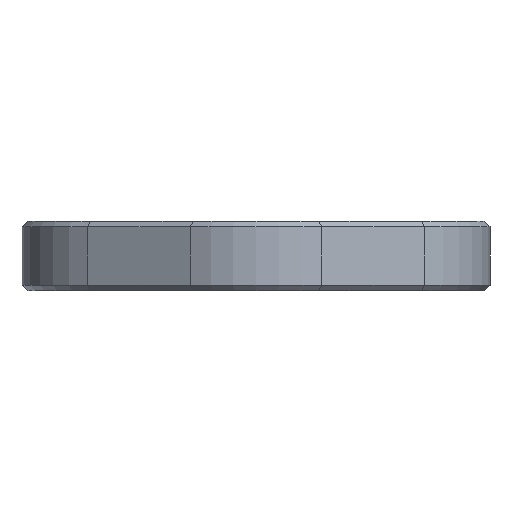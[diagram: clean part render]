
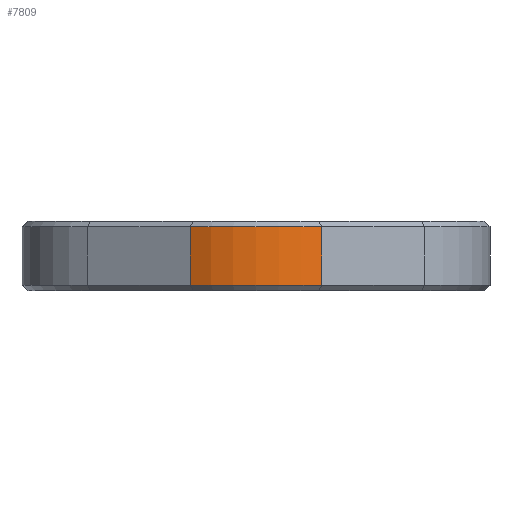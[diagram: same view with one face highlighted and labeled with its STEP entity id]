
A CAD part, front view. The second image highlights one B-rep face of the part: STEP entity #7809.
In plain terms, the highlighted cylindrical face has radius 11.5 mm (diameter 23 mm), a partial arc.
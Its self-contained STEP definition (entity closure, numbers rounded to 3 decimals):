
#28=CYLINDRICAL_SURFACE('',#8226,11.5);
#57=CIRCLE('',#8227,11.5);
#58=CIRCLE('',#8228,11.5);
#422=FACE_OUTER_BOUND('',#820,.T.);
#820=EDGE_LOOP('',(#6942,#6943,#6944,#6945));
#1892=LINE('',#12305,#2976);
#1893=LINE('',#12309,#2977);
#2976=VECTOR('',#10048,1000.);
#2977=VECTOR('',#10051,1000.);
#3732=VERTEX_POINT('',#12303);
#3733=VERTEX_POINT('',#12304);
#3734=VERTEX_POINT('',#12306);
#3735=VERTEX_POINT('',#12308);
#4806=EDGE_CURVE('',#3732,#3733,#1892,.T.);
#4807=EDGE_CURVE('',#3732,#3734,#57,.T.);
#4808=EDGE_CURVE('',#3734,#3735,#1893,.T.);
#4809=EDGE_CURVE('',#3735,#3733,#58,.F.);
#6942=ORIENTED_EDGE('',*,*,#4806,.F.);
#6943=ORIENTED_EDGE('',*,*,#4807,.T.);
#6944=ORIENTED_EDGE('',*,*,#4808,.T.);
#6945=ORIENTED_EDGE('',*,*,#4809,.T.);
#7809=ADVANCED_FACE('',(#422),#28,.T.);
#8226=AXIS2_PLACEMENT_3D('',#12302,#10046,#10047);
#8227=AXIS2_PLACEMENT_3D('',#12307,#10049,#10050);
#8228=AXIS2_PLACEMENT_3D('',#12310,#10052,#10053);
#10046=DIRECTION('center_axis',(0.,0.,-1.));
#10047=DIRECTION('ref_axis',(1.,0.,0.));
#10048=DIRECTION('',(0.,0.,1.));
#10049=DIRECTION('center_axis',(0.,0.,1.));
#10050=DIRECTION('ref_axis',(1.,0.,0.));
#10051=DIRECTION('',(0.,0.,1.));
#10052=DIRECTION('center_axis',(0.,0.,1.));
#10053=DIRECTION('ref_axis',(1.,0.,0.));
#12302=CARTESIAN_POINT('Origin',(0.,-10.392,
5.898));
#12303=CARTESIAN_POINT('',(-5.75,-20.352,6.4));
#12304=CARTESIAN_POINT('',(-5.75,-20.352,11.5));
#12305=CARTESIAN_POINT('',(-5.75,-20.352,5.898));
#12306=CARTESIAN_POINT('',(5.75,-20.352,6.4));
#12307=CARTESIAN_POINT('Origin',(0.,-10.392,
6.4));
#12308=CARTESIAN_POINT('',(5.75,-20.352,11.5));
#12309=CARTESIAN_POINT('',(5.75,-20.352,5.898));
#12310=CARTESIAN_POINT('Origin',(0.,-10.392,
11.5));
